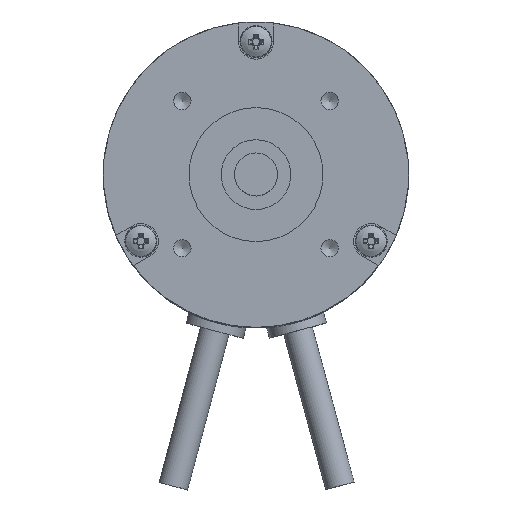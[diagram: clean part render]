
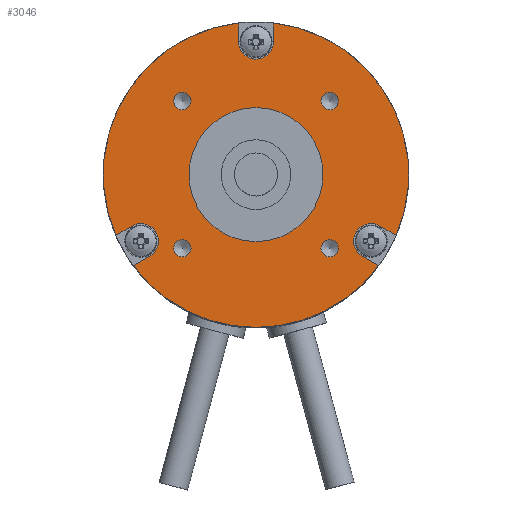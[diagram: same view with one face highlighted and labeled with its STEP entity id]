
A CAD part, top view. The second image highlights one B-rep face of the part: STEP entity #3046.
In plain terms, the highlighted planar face has unit normal (0, 0, 1).
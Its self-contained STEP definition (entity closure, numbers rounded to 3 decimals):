
#163=FACE_BOUND('',#477,.T.);
#164=FACE_BOUND('',#478,.T.);
#165=FACE_BOUND('',#479,.T.);
#166=FACE_BOUND('',#480,.T.);
#167=FACE_BOUND('',#481,.T.);
#196=PLANE('',#3283);
#296=FACE_OUTER_BOUND('',#476,.T.);
#476=EDGE_LOOP('',(#2040,#2041,#2042,#2043,#2044,#2045,#2046,#2047,#2048,
#2049,#2050,#2051,#2052));
#477=EDGE_LOOP('',(#2053,#2054));
#478=EDGE_LOOP('',(#2055,#2056));
#479=EDGE_LOOP('',(#2057,#2058));
#480=EDGE_LOOP('',(#2059,#2060));
#481=EDGE_LOOP('',(#2061));
#644=LINE('',#4734,#807);
#646=LINE('',#4740,#809);
#652=LINE('',#4757,#815);
#654=LINE('',#4763,#817);
#657=LINE('',#4779,#820);
#658=LINE('',#4783,#821);
#807=VECTOR('',#3743,10.);
#809=VECTOR('',#3747,10.);
#815=VECTOR('',#3765,10.);
#817=VECTOR('',#3769,10.);
#820=VECTOR('',#3790,10.);
#821=VECTOR('',#3793,10.);
#984=CIRCLE('',#3272,3.25);
#987=CIRCLE('',#3279,3.25);
#990=CIRCLE('',#3284,28.5);
#991=CIRCLE('',#3285,28.5);
#992=CIRCLE('',#3286,28.5);
#993=CIRCLE('',#3287,3.25);
#994=CIRCLE('',#3288,28.5);
#995=CIRCLE('',#3289,1.621);
#996=CIRCLE('',#3290,1.621);
#997=CIRCLE('',#3291,1.621);
#998=CIRCLE('',#3292,1.621);
#999=CIRCLE('',#3293,1.621);
#1000=CIRCLE('',#3294,1.621);
#1001=CIRCLE('',#3295,1.621);
#1002=CIRCLE('',#3296,1.621);
#1003=CIRCLE('',#3297,12.5);
#1197=VERTEX_POINT('',#4728);
#1199=VERTEX_POINT('',#4732);
#1200=VERTEX_POINT('',#4736);
#1202=VERTEX_POINT('',#4739);
#1205=VERTEX_POINT('',#4751);
#1207=VERTEX_POINT('',#4755);
#1208=VERTEX_POINT('',#4759);
#1210=VERTEX_POINT('',#4762);
#1212=VERTEX_POINT('',#4773);
#1213=VERTEX_POINT('',#4776);
#1214=VERTEX_POINT('',#4778);
#1215=VERTEX_POINT('',#4780);
#1216=VERTEX_POINT('',#4782);
#1217=VERTEX_POINT('',#4785);
#1218=VERTEX_POINT('',#4786);
#1219=VERTEX_POINT('',#4789);
#1220=VERTEX_POINT('',#4790);
#1221=VERTEX_POINT('',#4793);
#1222=VERTEX_POINT('',#4794);
#1223=VERTEX_POINT('',#4797);
#1224=VERTEX_POINT('',#4798);
#1225=VERTEX_POINT('',#4801);
#1519=EDGE_CURVE('',#1197,#1199,#644,.T.);
#1521=EDGE_CURVE('',#1202,#1200,#646,.T.);
#1524=EDGE_CURVE('',#1199,#1202,#984,.T.);
#1530=EDGE_CURVE('',#1205,#1207,#652,.T.);
#1532=EDGE_CURVE('',#1210,#1208,#654,.T.);
#1535=EDGE_CURVE('',#1207,#1210,#987,.T.);
#1538=EDGE_CURVE('',#1200,#1212,#990,.T.);
#1539=EDGE_CURVE('',#1212,#1205,#991,.T.);
#1540=EDGE_CURVE('',#1208,#1213,#992,.T.);
#1541=EDGE_CURVE('',#1213,#1214,#657,.T.);
#1542=EDGE_CURVE('',#1214,#1215,#993,.T.);
#1543=EDGE_CURVE('',#1215,#1216,#658,.T.);
#1544=EDGE_CURVE('',#1216,#1197,#994,.T.);
#1545=EDGE_CURVE('',#1217,#1218,#995,.T.);
#1546=EDGE_CURVE('',#1218,#1217,#996,.T.);
#1547=EDGE_CURVE('',#1219,#1220,#997,.T.);
#1548=EDGE_CURVE('',#1220,#1219,#998,.T.);
#1549=EDGE_CURVE('',#1221,#1222,#999,.T.);
#1550=EDGE_CURVE('',#1222,#1221,#1000,.T.);
#1551=EDGE_CURVE('',#1223,#1224,#1001,.T.);
#1552=EDGE_CURVE('',#1224,#1223,#1002,.T.);
#1553=EDGE_CURVE('',#1225,#1225,#1003,.T.);
#2040=ORIENTED_EDGE('',*,*,#1519,.T.);
#2041=ORIENTED_EDGE('',*,*,#1524,.T.);
#2042=ORIENTED_EDGE('',*,*,#1521,.T.);
#2043=ORIENTED_EDGE('',*,*,#1538,.T.);
#2044=ORIENTED_EDGE('',*,*,#1539,.T.);
#2045=ORIENTED_EDGE('',*,*,#1530,.T.);
#2046=ORIENTED_EDGE('',*,*,#1535,.T.);
#2047=ORIENTED_EDGE('',*,*,#1532,.T.);
#2048=ORIENTED_EDGE('',*,*,#1540,.T.);
#2049=ORIENTED_EDGE('',*,*,#1541,.T.);
#2050=ORIENTED_EDGE('',*,*,#1542,.T.);
#2051=ORIENTED_EDGE('',*,*,#1543,.T.);
#2052=ORIENTED_EDGE('',*,*,#1544,.T.);
#2053=ORIENTED_EDGE('',*,*,#1545,.T.);
#2054=ORIENTED_EDGE('',*,*,#1546,.T.);
#2055=ORIENTED_EDGE('',*,*,#1547,.T.);
#2056=ORIENTED_EDGE('',*,*,#1548,.T.);
#2057=ORIENTED_EDGE('',*,*,#1549,.T.);
#2058=ORIENTED_EDGE('',*,*,#1550,.T.);
#2059=ORIENTED_EDGE('',*,*,#1551,.T.);
#2060=ORIENTED_EDGE('',*,*,#1552,.T.);
#2061=ORIENTED_EDGE('',*,*,#1553,.T.);
#3046=ADVANCED_FACE('',(#296,#163,#164,#165,#166,#167),#196,.F.);
#3272=AXIS2_PLACEMENT_3D('',#4745,#3752,#3753);
#3279=AXIS2_PLACEMENT_3D('',#4768,#3774,#3775);
#3283=AXIS2_PLACEMENT_3D('',#4772,#3782,#3783);
#3284=AXIS2_PLACEMENT_3D('',#4774,#3784,#3785);
#3285=AXIS2_PLACEMENT_3D('',#4775,#3786,#3787);
#3286=AXIS2_PLACEMENT_3D('',#4777,#3788,#3789);
#3287=AXIS2_PLACEMENT_3D('',#4781,#3791,#3792);
#3288=AXIS2_PLACEMENT_3D('',#4784,#3794,#3795);
#3289=AXIS2_PLACEMENT_3D('',#4787,#3796,#3797);
#3290=AXIS2_PLACEMENT_3D('',#4788,#3798,#3799);
#3291=AXIS2_PLACEMENT_3D('',#4791,#3800,#3801);
#3292=AXIS2_PLACEMENT_3D('',#4792,#3802,#3803);
#3293=AXIS2_PLACEMENT_3D('',#4795,#3804,#3805);
#3294=AXIS2_PLACEMENT_3D('',#4796,#3806,#3807);
#3295=AXIS2_PLACEMENT_3D('',#4799,#3808,#3809);
#3296=AXIS2_PLACEMENT_3D('',#4800,#3810,#3811);
#3297=AXIS2_PLACEMENT_3D('',#4802,#3812,#3813);
#3743=DIRECTION('',(0.866,0.5,0.));
#3747=DIRECTION('',(-0.866,-0.5,0.));
#3752=DIRECTION('center_axis',(0.,0.,
-1.));
#3753=DIRECTION('ref_axis',(0.5,-0.866,0.));
#3765=DIRECTION('',(-0.866,0.5,0.));
#3769=DIRECTION('',(0.866,-0.5,0.));
#3774=DIRECTION('center_axis',(0.,0.,
-1.));
#3775=DIRECTION('ref_axis',(0.5,0.866,0.));
#3782=DIRECTION('center_axis',(0.,0.,
-1.));
#3783=DIRECTION('ref_axis',(-1.,0.,0.));
#3784=DIRECTION('center_axis',(0.,0.,
1.));
#3785=DIRECTION('ref_axis',(0.,1.,0.));
#3786=DIRECTION('center_axis',(0.,0.,
1.));
#3787=DIRECTION('ref_axis',(0.,1.,0.));
#3788=DIRECTION('center_axis',(0.,0.,
1.));
#3789=DIRECTION('ref_axis',(0.,1.,0.));
#3790=DIRECTION('',(0.,-1.,0.));
#3791=DIRECTION('center_axis',(0.,0.,
-1.));
#3792=DIRECTION('ref_axis',(-1.,0.,0.));
#3793=DIRECTION('',(0.,1.,0.));
#3794=DIRECTION('center_axis',(0.,0.,
1.));
#3795=DIRECTION('ref_axis',(0.,1.,0.));
#3796=DIRECTION('center_axis',(0.,0.,
-1.));
#3797=DIRECTION('ref_axis',(0.,1.,0.));
#3798=DIRECTION('center_axis',(0.,0.,
-1.));
#3799=DIRECTION('ref_axis',(0.,1.,0.));
#3800=DIRECTION('center_axis',(0.,0.,
-1.));
#3801=DIRECTION('ref_axis',(0.,1.,0.));
#3802=DIRECTION('center_axis',(0.,0.,
-1.));
#3803=DIRECTION('ref_axis',(0.,1.,0.));
#3804=DIRECTION('center_axis',(0.,0.,
-1.));
#3805=DIRECTION('ref_axis',(0.,1.,0.));
#3806=DIRECTION('center_axis',(0.,0.,
-1.));
#3807=DIRECTION('ref_axis',(0.,1.,0.));
#3808=DIRECTION('center_axis',(0.,0.,
-1.));
#3809=DIRECTION('ref_axis',(0.,1.,0.));
#3810=DIRECTION('center_axis',(0.,0.,
-1.));
#3811=DIRECTION('ref_axis',(0.,1.,0.));
#3812=DIRECTION('center_axis',(0.,0.,
-1.));
#3813=DIRECTION('ref_axis',(0.,-1.,0.));
#4728=CARTESIAN_POINT('',(-26.146,-11.342,70.5));
#4732=CARTESIAN_POINT('',(-23.102,-9.585,70.5));
#4734=CARTESIAN_POINT('',(-14.529,-4.635,70.5));
#4736=CARTESIAN_POINT('',(-22.896,-16.972,70.5));
#4739=CARTESIAN_POINT('',(-19.852,-15.215,70.5));
#4740=CARTESIAN_POINT('',(-9.114,-9.015,70.5));
#4745=CARTESIAN_POINT('Origin',(-21.477,-12.4,70.5));
#4751=CARTESIAN_POINT('',(22.896,-16.972,70.5));
#4755=CARTESIAN_POINT('',(19.852,-15.215,70.5));
#4757=CARTESIAN_POINT('',(11.279,-10.265,70.5));
#4759=CARTESIAN_POINT('',(26.146,-11.342,70.5));
#4762=CARTESIAN_POINT('',(23.102,-9.585,70.5));
#4763=CARTESIAN_POINT('',(12.364,-3.385,70.5));
#4768=CARTESIAN_POINT('Origin',(21.477,-12.4,70.5));
#4772=CARTESIAN_POINT('Origin',(0.,0.,
70.5));
#4773=CARTESIAN_POINT('',(0.,-28.5,70.5));
#4774=CARTESIAN_POINT('Origin',(0.,0.,
70.5));
#4775=CARTESIAN_POINT('Origin',(0.,0.,
70.5));
#4776=CARTESIAN_POINT('',(3.25,28.314,70.5));
#4777=CARTESIAN_POINT('Origin',(0.,0.,
70.5));
#4778=CARTESIAN_POINT('',(3.25,24.8,70.5));
#4779=CARTESIAN_POINT('',(3.25,14.9,70.5));
#4780=CARTESIAN_POINT('',(-3.25,24.8,70.5));
#4781=CARTESIAN_POINT('Origin',(0.,24.8,70.5));
#4782=CARTESIAN_POINT('',(-3.25,28.314,70.5));
#4783=CARTESIAN_POINT('',(-3.25,12.4,70.5));
#4784=CARTESIAN_POINT('Origin',(0.,0.,
70.5));
#4785=CARTESIAN_POINT('',(13.746,15.367,70.5));
#4786=CARTESIAN_POINT('',(13.746,12.125,70.5));
#4787=CARTESIAN_POINT('Origin',(13.746,13.746,70.5));
#4788=CARTESIAN_POINT('Origin',(13.746,13.746,70.5));
#4789=CARTESIAN_POINT('',(-13.746,-12.125,70.5));
#4790=CARTESIAN_POINT('',(-13.746,-15.367,70.5));
#4791=CARTESIAN_POINT('Origin',(-13.746,-13.746,70.5));
#4792=CARTESIAN_POINT('Origin',(-13.746,-13.746,70.5));
#4793=CARTESIAN_POINT('',(13.746,-12.125,70.5));
#4794=CARTESIAN_POINT('',(13.746,-15.367,70.5));
#4795=CARTESIAN_POINT('Origin',(13.746,-13.746,70.5));
#4796=CARTESIAN_POINT('Origin',(13.746,-13.746,70.5));
#4797=CARTESIAN_POINT('',(-13.746,15.367,70.5));
#4798=CARTESIAN_POINT('',(-13.746,12.125,70.5));
#4799=CARTESIAN_POINT('Origin',(-13.746,13.746,70.5));
#4800=CARTESIAN_POINT('Origin',(-13.746,13.746,70.5));
#4801=CARTESIAN_POINT('',(0.,12.5,70.5));
#4802=CARTESIAN_POINT('Origin',(0.,0.,
70.5));
